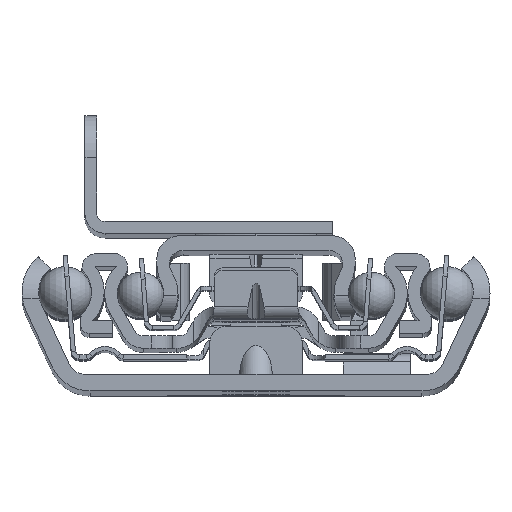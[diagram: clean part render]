
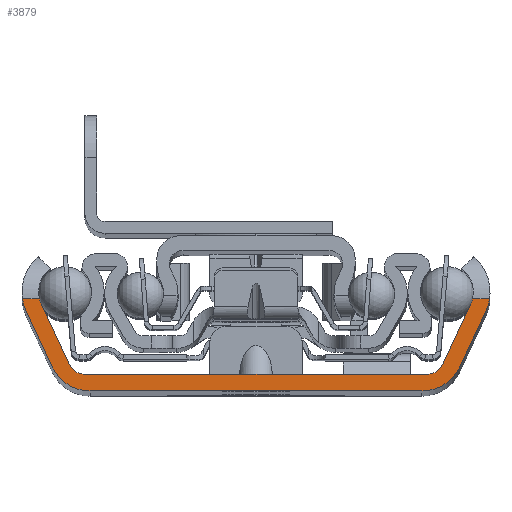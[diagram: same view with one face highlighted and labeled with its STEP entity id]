
A CAD part, top view. The second image highlights one B-rep face of the part: STEP entity #3879.
In plain terms, the highlighted planar face has unit normal (0, 0, 1).
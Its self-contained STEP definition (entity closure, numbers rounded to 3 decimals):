
#36=DIRECTION('',(1.,0.,0.));
#37=VECTOR('',#36,2.024);
#38=CARTESIAN_POINT('',(-27.841,11.,0.));
#39=LINE('',#38,#37);
#40=CARTESIAN_POINT('',(-22.41,11.8,0.));
#41=DIRECTION('',(0.,0.,-1.));
#42=DIRECTION('',(-0.906,-0.423,0.));
#43=AXIS2_PLACEMENT_3D('',#40,#41,#42);
#45=DIRECTION('',(-0.423,0.906,0.));
#46=VECTOR('',#45,7.907);
#47=CARTESIAN_POINT('',(-22.24,3.155,0.));
#48=LINE('',#47,#46);
#49=CARTESIAN_POINT('',(-20.428,4.,0.));
#50=DIRECTION('',(0.,0.,-1.));
#51=DIRECTION('',(0.,-1.,0.));
#52=AXIS2_PLACEMENT_3D('',#49,#50,#51);
#54=DIRECTION('',(-1.,0.,0.));
#55=VECTOR('',#54,40.856);
#56=CARTESIAN_POINT('',(20.428,2.,0.));
#57=LINE('',#56,#55);
#58=CARTESIAN_POINT('',(20.428,4.,0.));
#59=DIRECTION('',(0.,0.,-1.));
#60=DIRECTION('',(0.906,-0.423,0.));
#61=AXIS2_PLACEMENT_3D('',#58,#59,#60);
#63=DIRECTION('',(-0.423,-0.906,0.));
#64=VECTOR('',#63,7.907);
#65=CARTESIAN_POINT('',(25.582,10.321,0.));
#66=LINE('',#65,#64);
#67=CARTESIAN_POINT('',(22.41,11.8,0.));
#68=DIRECTION('',(0.,0.,-1.));
#69=DIRECTION('',(0.974,-0.229,0.));
#70=AXIS2_PLACEMENT_3D('',#67,#68,#69);
#72=DIRECTION('',(1.,0.,0.));
#73=VECTOR('',#72,2.024);
#74=CARTESIAN_POINT('',(25.817,11.,0.));
#75=LINE('',#74,#73);
#76=CARTESIAN_POINT('',(22.41,11.8,0.));
#77=DIRECTION('',(0.,0.,1.));
#78=DIRECTION('',(0.906,-0.423,0.));
#79=AXIS2_PLACEMENT_3D('',#76,#77,#78);
#81=DIRECTION('',(0.423,0.906,0.));
#82=VECTOR('',#81,7.274);
#83=CARTESIAN_POINT('',(24.311,2.887,0.));
#84=LINE('',#83,#82);
#85=CARTESIAN_POINT('',(19.78,5.,0.));
#86=DIRECTION('',(0.,0.,1.));
#87=DIRECTION('',(0.,-1.,0.));
#88=AXIS2_PLACEMENT_3D('',#85,#86,#87);
#90=DIRECTION('',(1.,0.,0.));
#91=VECTOR('',#90,39.56);
#92=CARTESIAN_POINT('',(-19.78,0.,0.));
#93=LINE('',#92,#91);
#94=CARTESIAN_POINT('',(-19.78,5.,0.));
#95=DIRECTION('',(0.,0.,1.));
#96=DIRECTION('',(-0.906,-0.423,0.));
#97=AXIS2_PLACEMENT_3D('',#94,#95,#96);
#99=DIRECTION('',(0.423,-0.906,0.));
#100=VECTOR('',#99,7.274);
#101=CARTESIAN_POINT('',(-27.386,9.48,0.));
#102=LINE('',#101,#100);
#103=CARTESIAN_POINT('',(-22.41,11.8,0.));
#104=DIRECTION('',(0.,0.,1.));
#105=DIRECTION('',(-0.989,-0.146,0.));
#106=AXIS2_PLACEMENT_3D('',#103,#104,#105);
#3236=CARTESIAN_POINT('',(-20.428,2.,0.));
#3237=CARTESIAN_POINT('',(-22.24,3.155,0.));
#3238=VERTEX_POINT('',#3236);
#3239=VERTEX_POINT('',#3237);
#3240=CARTESIAN_POINT('',(-25.582,10.321,0.));
#3241=VERTEX_POINT('',#3240);
#3242=CARTESIAN_POINT('',(-27.386,9.48,0.));
#3243=CARTESIAN_POINT('',(-24.311,2.887,0.));
#3244=VERTEX_POINT('',#3242);
#3245=VERTEX_POINT('',#3243);
#3246=CARTESIAN_POINT('',(-19.78,0.,0.));
#3247=VERTEX_POINT('',#3246);
#3248=CARTESIAN_POINT('',(19.78,0.,0.));
#3249=VERTEX_POINT('',#3248);
#3250=CARTESIAN_POINT('',(24.311,2.887,0.));
#3251=VERTEX_POINT('',#3250);
#3252=CARTESIAN_POINT('',(27.386,9.48,0.));
#3253=VERTEX_POINT('',#3252);
#3254=CARTESIAN_POINT('',(25.582,10.321,0.));
#3255=CARTESIAN_POINT('',(22.24,3.155,0.));
#3256=VERTEX_POINT('',#3254);
#3257=VERTEX_POINT('',#3255);
#3258=CARTESIAN_POINT('',(20.428,2.,0.));
#3259=VERTEX_POINT('',#3258);
#3476=CARTESIAN_POINT('',(-27.841,11.,0.));
#3477=CARTESIAN_POINT('',(-25.817,11.,0.));
#3478=VERTEX_POINT('',#3476);
#3479=VERTEX_POINT('',#3477);
#3480=CARTESIAN_POINT('',(25.817,11.,0.));
#3481=CARTESIAN_POINT('',(27.841,11.,0.));
#3482=VERTEX_POINT('',#3480);
#3483=VERTEX_POINT('',#3481);
#3840=CARTESIAN_POINT('',(0.,0.,0.));
#3841=DIRECTION('',(0.,0.,1.));
#3842=DIRECTION('',(1.,0.,0.));
#3843=AXIS2_PLACEMENT_3D('',#3840,#3841,#3842);
#3844=PLANE('',#3843);
#3846=ORIENTED_EDGE('',*,*,#3845,.T.);
#3848=ORIENTED_EDGE('',*,*,#3847,.F.);
#3850=ORIENTED_EDGE('',*,*,#3849,.F.);
#3852=ORIENTED_EDGE('',*,*,#3851,.F.);
#3854=ORIENTED_EDGE('',*,*,#3853,.F.);
#3856=ORIENTED_EDGE('',*,*,#3855,.F.);
#3858=ORIENTED_EDGE('',*,*,#3857,.F.);
#3860=ORIENTED_EDGE('',*,*,#3859,.F.);
#3862=ORIENTED_EDGE('',*,*,#3861,.T.);
#3864=ORIENTED_EDGE('',*,*,#3863,.F.);
#3866=ORIENTED_EDGE('',*,*,#3865,.F.);
#3868=ORIENTED_EDGE('',*,*,#3867,.F.);
#3870=ORIENTED_EDGE('',*,*,#3869,.F.);
#3872=ORIENTED_EDGE('',*,*,#3871,.F.);
#3874=ORIENTED_EDGE('',*,*,#3873,.F.);
#3876=ORIENTED_EDGE('',*,*,#3875,.F.);
#3877=EDGE_LOOP('',(#3846,#3848,#3850,#3852,#3854,#3856,#3858,#3860,#3862,#3864,
#3866,#3868,#3870,#3872,#3874,#3876));
#3878=FACE_OUTER_BOUND('',#3877,.F.);
#3879=ADVANCED_FACE('',(#3878),#3844,.T.);
#44=CIRCLE('',#43,3.5);
#53=CIRCLE('',#52,2.);
#62=CIRCLE('',#61,2.);
#71=CIRCLE('',#70,3.5);
#80=CIRCLE('',#79,5.49);
#89=CIRCLE('',#88,5.);
#98=CIRCLE('',#97,5.);
#107=CIRCLE('',#106,5.49);
#3845=EDGE_CURVE('',#3478,#3479,#39,.T.);
#3847=EDGE_CURVE('',#3241,#3479,#44,.T.);
#3849=EDGE_CURVE('',#3239,#3241,#48,.T.);
#3851=EDGE_CURVE('',#3238,#3239,#53,.T.);
#3853=EDGE_CURVE('',#3259,#3238,#57,.T.);
#3855=EDGE_CURVE('',#3257,#3259,#62,.T.);
#3857=EDGE_CURVE('',#3256,#3257,#66,.T.);
#3859=EDGE_CURVE('',#3482,#3256,#71,.T.);
#3861=EDGE_CURVE('',#3482,#3483,#75,.T.);
#3863=EDGE_CURVE('',#3253,#3483,#80,.T.);
#3865=EDGE_CURVE('',#3251,#3253,#84,.T.);
#3867=EDGE_CURVE('',#3249,#3251,#89,.T.);
#3869=EDGE_CURVE('',#3247,#3249,#93,.T.);
#3871=EDGE_CURVE('',#3245,#3247,#98,.T.);
#3873=EDGE_CURVE('',#3244,#3245,#102,.T.);
#3875=EDGE_CURVE('',#3478,#3244,#107,.T.);
